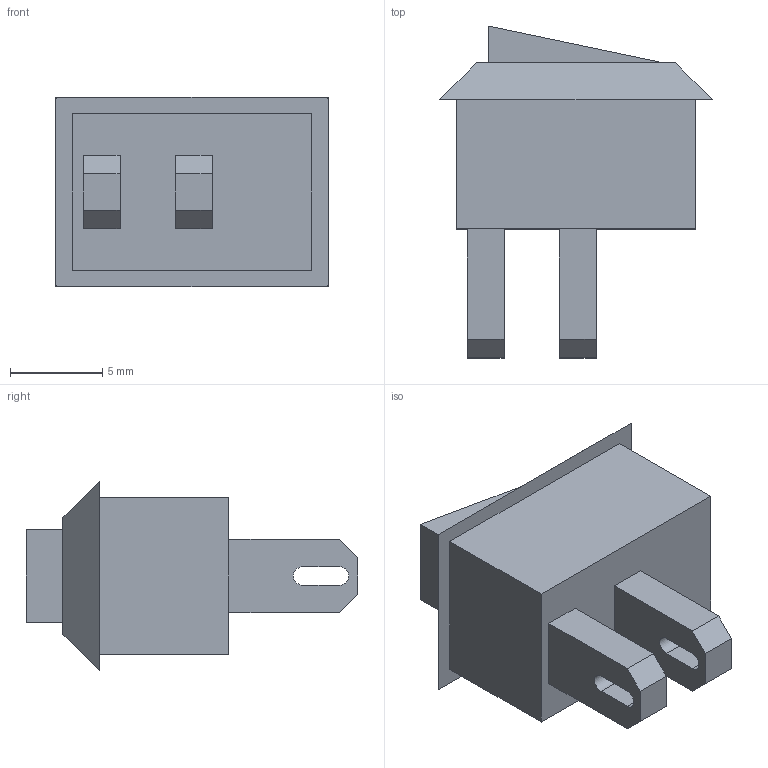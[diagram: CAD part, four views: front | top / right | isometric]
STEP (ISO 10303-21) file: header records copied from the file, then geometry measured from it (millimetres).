
FILE_DESCRIPTION((''),'2;1');
FILE_NAME('KDC5_11','2024-10-15T20:50:08',('eesaa'),(''),'CREO PARAMETRIC BY PTC INC, 2023073','CREO PARAMETRIC BY PTC INC, 2023073','');
FILE_SCHEMA(('CONFIG_CONTROL_DESIGN'));
Length unit declared in the file: millimetre
Products named in the file (1): KDC5_11
Bounding box: 14.8 x 18 x 10.3 mm (x, y, z)
Volume: 1124.1 mm3; surface area: 1093 mm2
Topology: 4 solids, 4 shells, 46 faces, 108 edges, 72 vertices
Faces by surface type: plane 42, cylinder 4
Entity records: 1340 total; most frequent: CARTESIAN_POINT 226, ORIENTED_EDGE 216, DIRECTION 208, EDGE_CURVE 108, VECTOR 100, LINE 100, VERTEX_POINT 72, AXIS2_PLACEMENT_3D 54
